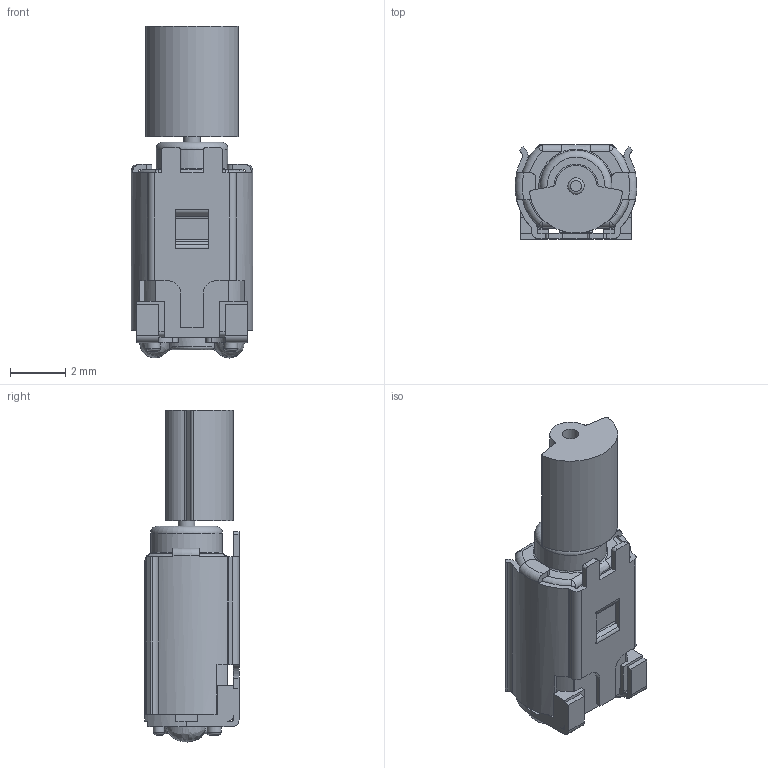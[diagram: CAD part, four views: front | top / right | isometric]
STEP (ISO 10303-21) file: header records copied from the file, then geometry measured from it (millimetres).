
FILE_DESCRIPTION(/* description */ (' PTC IGES file: S3070P-300070730-0002.igs '),/* implementation_level */ '2;1');
FILE_NAME(/* name */ 'HD-EMB1204-SM.ipt.step',/* time_stamp */ '2024-02-07T22:36:31-05:00',/* author */ ('Lyons'),/* organization */ ('Unknown'),/* preprocessor_version */ 'ST-DEVELOPER v20',/* originating_system */ 'Autodesk Inventor 2024',/* authorisation */ '');
FILE_SCHEMA (('AUTOMOTIVE_DESIGN { 1 0 10303 214 3 1 1 }'));
Length unit declared in the file: millimetre
Products named in the file (1): HD-EMB1204-SM
Bounding box: 4.4 x 3.4 x 12 mm (x, y, z)
Volume: 71.5 mm3; surface area: 347.3 mm2
Topology: 1 solids, 6 shells, 555 faces, 1595 edges, 1028 vertices
Faces by surface type: plane 313, cylinder 193, torus 23, cone 12, bspline 10, sphere 4
Full cylindrical faces by diameter (mm): 0.4 x2, 0.5 x2, 0.6 x6, 0.66 x1, 0.84 x1, 1 x1, 1.3 x2, 1.6 x1, 1.7 x1, 2.2 x2, 2.6 x1
Entity records: 19407 total; most frequent: CARTESIAN_POINT 4208, ORIENTED_EDGE 3190, DIRECTION 3186, EDGE_CURVE 1595, AXIS2_PLACEMENT_3D 1099, VERTEX_POINT 1028, LINE 988, VECTOR 988
